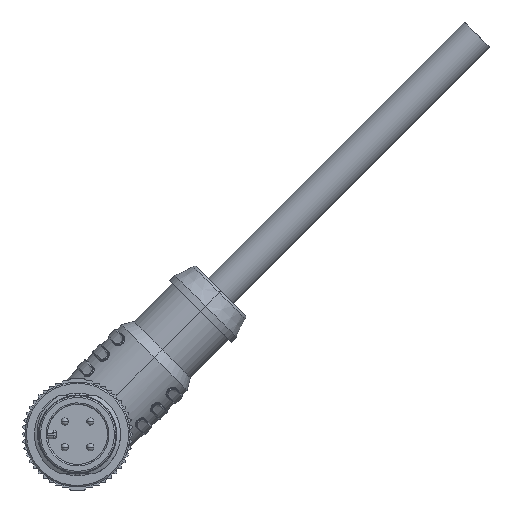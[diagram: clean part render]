
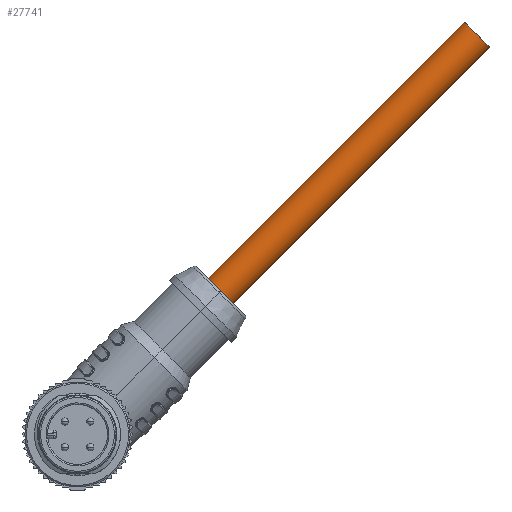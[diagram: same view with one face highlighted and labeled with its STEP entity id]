
A CAD part, left-side view. The second image highlights one B-rep face of the part: STEP entity #27741.
In plain terms, the highlighted cylindrical face has radius 2.5 mm (diameter 5 mm), a partial arc.
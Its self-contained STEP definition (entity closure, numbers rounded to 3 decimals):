
#3822=CARTESIAN_POINT('',(22.8,-19.799,19.799));
#3823=DIRECTION('',(0.,-0.707,0.707));
#3824=DIRECTION('',(0.,0.707,0.707));
#3825=AXIS2_PLACEMENT_3D('',#3822,#3823,#3824);
#3827=DIRECTION('',(0.,-0.707,0.707));
#3828=VECTOR('',#3827,50.);
#3829=CARTESIAN_POINT('',(22.8,-21.567,18.031));
#3830=LINE('',#3829,#3828);
#3831=DIRECTION('',(0.,-0.707,0.707));
#3832=VECTOR('',#3831,50.);
#3833=CARTESIAN_POINT('',(22.8,-18.031,21.567));
#3834=LINE('',#3833,#3832);
#3840=CARTESIAN_POINT('',(22.8,-55.154,55.154));
#3841=DIRECTION('',(0.,-0.707,0.707));
#3842=DIRECTION('',(0.,0.707,0.707));
#3843=AXIS2_PLACEMENT_3D('',#3840,#3841,#3842);
#26055=CARTESIAN_POINT('',(22.8,-56.922,53.387));
#26056=CARTESIAN_POINT('',(22.8,-53.387,56.922));
#26057=VERTEX_POINT('',#26055);
#26058=VERTEX_POINT('',#26056);
#26059=CARTESIAN_POINT('',(22.8,-21.567,18.031));
#26060=CARTESIAN_POINT('',(22.8,-18.031,21.567));
#26061=VERTEX_POINT('',#26059);
#26062=VERTEX_POINT('',#26060);
#27729=CARTESIAN_POINT('',(22.8,-12.728,12.728));
#27730=DIRECTION('',(0.,-0.707,0.707));
#27731=DIRECTION('',(0.,-0.707,-0.707));
#27732=AXIS2_PLACEMENT_3D('',#27729,#27730,#27731);
#27733=CYLINDRICAL_SURFACE('',#27732,2.5);
#27734=ORIENTED_EDGE('',*,*,#27709,.F.);
#27735=ORIENTED_EDGE('',*,*,#27724,.T.);
#27737=ORIENTED_EDGE('',*,*,#27736,.T.);
#27738=ORIENTED_EDGE('',*,*,#27720,.F.);
#27739=EDGE_LOOP('',(#27734,#27735,#27737,#27738));
#27740=FACE_OUTER_BOUND('',#27739,.F.);
#27741=ADVANCED_FACE('',(#27740),#27733,.T.);
#3826=CIRCLE('',#3825,2.5);
#3844=CIRCLE('',#3843,2.5);
#27709=EDGE_CURVE('',#26062,#26061,#3826,.T.);
#27720=EDGE_CURVE('',#26061,#26057,#3830,.T.);
#27724=EDGE_CURVE('',#26062,#26058,#3834,.T.);
#27736=EDGE_CURVE('',#26058,#26057,#3844,.T.);
